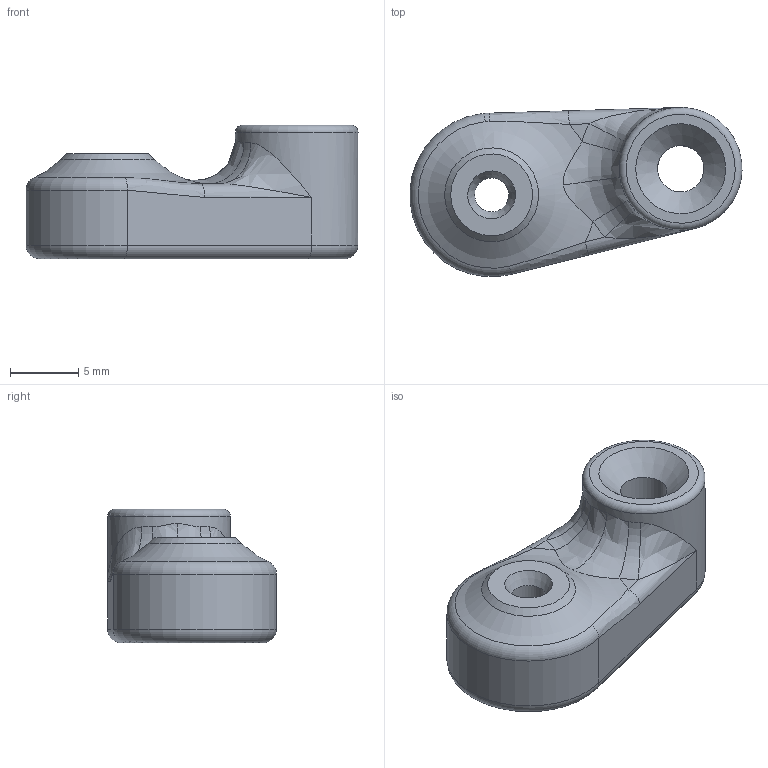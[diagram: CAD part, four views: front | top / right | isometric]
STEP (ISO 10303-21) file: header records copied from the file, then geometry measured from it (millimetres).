
FILE_DESCRIPTION(('HOOPS Exchange Step'),'2;1');
FILE_NAME('temp_export','2024-12-21T17:11:04+08:00',('27699'),('Shapr3D Limited'),'HOOPS Exchange 2024.6','Shapr3D','Authorized');
FILE_SCHEMA( ('AP242_MANAGED_MODEL_BASED_3D_ENGINEERING_MIM_LF {1 0 10303 442 1 1 4 }') );
Length unit declared in the file: millimetre
Products named in the file (1): Z轴皮带张紧调节
Bounding box: 24.35 x 12.39 x 9.8 mm (x, y, z)
Volume: 1560.9 mm3; surface area: 1020.8 mm2
Topology: 1 solids, 1 shells, 35 faces, 92 edges, 59 vertices
Faces by surface type: cylinder 9, torus 8, plane 7, bspline 6, cone 5
Full cylindrical faces by diameter (mm): 2.5 x1, 3.4 x1, 9 x1
Entity records: 2007 total; most frequent: CARTESIAN_POINT 1097, DIRECTION 196, ORIENTED_EDGE 184, EDGE_CURVE 92, AXIS2_PLACEMENT_3D 87, VERTEX_POINT 59, CIRCLE 56, EDGE_LOOP 39
